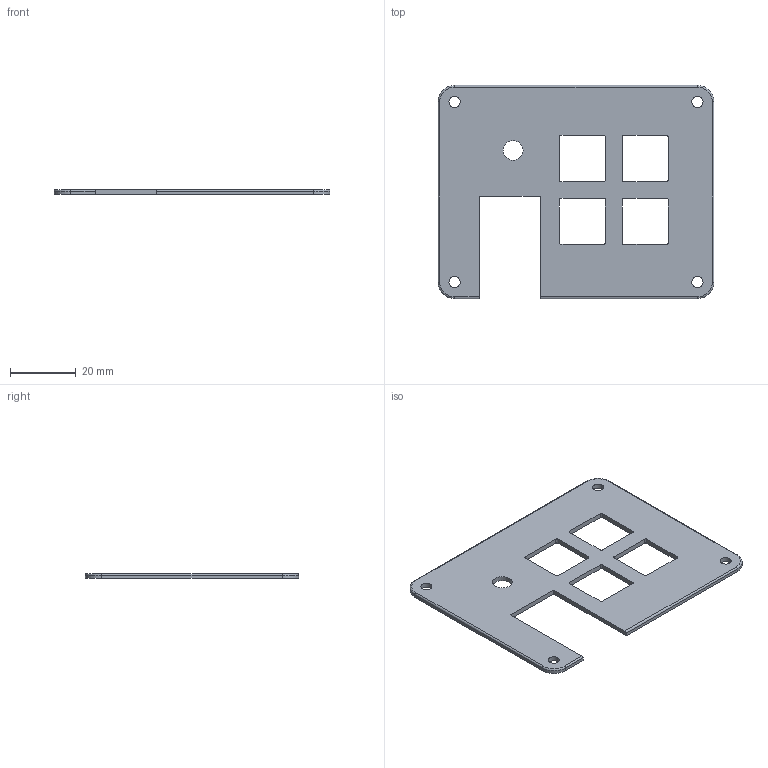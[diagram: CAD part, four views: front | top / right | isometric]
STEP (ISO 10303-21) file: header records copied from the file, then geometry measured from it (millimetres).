
FILE_DESCRIPTION(/* description */ (''),/* implementation_level */ '2;1');
FILE_NAME(/* name */ 'Top.step',/* time_stamp */ '2025-12-12T23:02:04-08:00',/* author */ (''),/* organization */ (''),/* preprocessor_version */ 'ST-DEVELOPER v20.1',/* originating_system */ 'Autodesk Translation Framework v14.21.0.0',/* authorisation */ '');
FILE_SCHEMA (('AUTOMOTIVE_DESIGN { 1 0 10303 214 3 1 1 }'));
Length unit declared in the file: millimetre
Products named in the file (1): 2025-12-12-12-52-04-218
Bounding box: 83.7 x 64.7 x 1.5 mm (x, y, z)
Volume: 5942.1 mm3; surface area: 8859.2 mm2
Topology: 1 solids, 1 shells, 364 faces, 1006 edges, 668 vertices
Faces by surface type: bspline 167, plane 163, cylinder 30, torus 4
Full cylindrical faces by diameter (mm): 3.4 x4, 6 x1
Entity records: 13149 total; most frequent: CARTESIAN_POINT 4878, ORIENTED_EDGE 2012, DIRECTION 1132, EDGE_CURVE 1006, VERTEX_POINT 668, LINE 608, VECTOR 608, EDGE_LOOP 406
